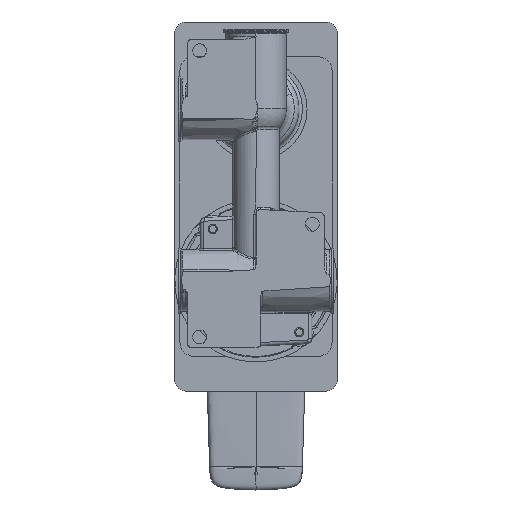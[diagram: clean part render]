
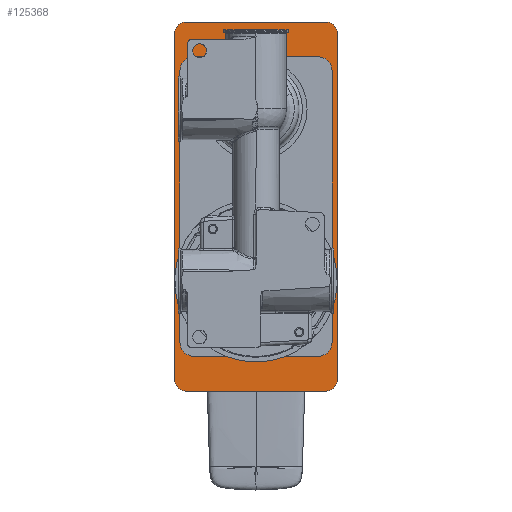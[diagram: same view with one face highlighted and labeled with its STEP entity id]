
A CAD part, top view. The second image highlights one B-rep face of the part: STEP entity #125368.
In plain terms, the highlighted face is planar.
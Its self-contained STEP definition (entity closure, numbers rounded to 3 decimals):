
#124651=CARTESIAN_POINT('',(30.,0.,-74.5));
#124652=DIRECTION('',(0.,1.,0.));
#124653=DIRECTION('',(1.,0.,0.));
#124654=AXIS2_PLACEMENT_3D('',#124651,#124652,#124653);
#124656=CARTESIAN_POINT('',(-30.,0.,-74.5));
#124657=DIRECTION('',(0.,1.,0.));
#124658=DIRECTION('',(0.,0.,-1.));
#124659=AXIS2_PLACEMENT_3D('',#124656,#124657,#124658);
#124661=CARTESIAN_POINT('',(-30.,0.,74.5));
#124662=DIRECTION('',(0.,1.,0.));
#124663=DIRECTION('',(-1.,0.,0.));
#124664=AXIS2_PLACEMENT_3D('',#124661,#124662,#124663);
#124666=CARTESIAN_POINT('',(30.,0.,74.5));
#124667=DIRECTION('',(0.,1.,0.));
#124668=DIRECTION('',(0.,0.,1.));
#124669=AXIS2_PLACEMENT_3D('',#124666,#124667,#124668);
#124671=DIRECTION('',(0.,0.,-1.));
#124672=VECTOR('',#124671,117.);
#124673=CARTESIAN_POINT('',(-32.75,0.,58.5));
#124674=LINE('',#124673,#124672);
#124675=CARTESIAN_POINT('',(-26.75,0.,-58.5));
#124676=DIRECTION('',(0.,-1.,0.));
#124677=DIRECTION('',(-1.,0.,0.));
#124678=AXIS2_PLACEMENT_3D('',#124675,#124676,#124677);
#124680=DIRECTION('',(1.,0.,0.));
#124681=VECTOR('',#124680,53.5);
#124682=CARTESIAN_POINT('',(-26.75,0.,-64.5));
#124683=LINE('',#124682,#124681);
#124684=CARTESIAN_POINT('',(26.75,0.,-58.5));
#124685=DIRECTION('',(0.,-1.,0.));
#124686=DIRECTION('',(0.,0.,-1.));
#124687=AXIS2_PLACEMENT_3D('',#124684,#124685,#124686);
#124689=DIRECTION('',(0.,0.,1.));
#124690=VECTOR('',#124689,117.);
#124691=CARTESIAN_POINT('',(32.75,0.,-58.5));
#124692=LINE('',#124691,#124690);
#124693=CARTESIAN_POINT('',(26.75,0.,58.5));
#124694=DIRECTION('',(0.,-1.,0.));
#124695=DIRECTION('',(1.,0.,0.));
#124696=AXIS2_PLACEMENT_3D('',#124693,#124694,#124695);
#124698=DIRECTION('',(-1.,0.,0.));
#124699=VECTOR('',#124698,53.5);
#124700=CARTESIAN_POINT('',(26.75,0.,64.5));
#124701=LINE('',#124700,#124699);
#124702=CARTESIAN_POINT('',(-26.75,0.,58.5));
#124703=DIRECTION('',(0.,-1.,0.));
#124704=DIRECTION('',(0.,0.,1.));
#124705=AXIS2_PLACEMENT_3D('',#124702,#124703,#124704);
#124813=DIRECTION('',(0.,0.,1.));
#124814=VECTOR('',#124813,149.);
#124815=CARTESIAN_POINT('',(35.,0.,-74.5));
#124816=LINE('',#124815,#124814);
#124821=DIRECTION('',(-1.,0.,0.));
#124822=VECTOR('',#124821,60.);
#124823=CARTESIAN_POINT('',(30.,0.,79.5));
#124824=LINE('',#124823,#124822);
#124856=DIRECTION('',(0.,0.,-1.));
#124857=VECTOR('',#124856,149.);
#124858=CARTESIAN_POINT('',(-35.,0.,74.5));
#124859=LINE('',#124858,#124857);
#124891=DIRECTION('',(1.,0.,0.));
#124892=VECTOR('',#124891,60.);
#124893=CARTESIAN_POINT('',(-30.,0.,-79.5));
#124894=LINE('',#124893,#124892);
#125175=CARTESIAN_POINT('',(35.,0.,-74.5));
#125176=CARTESIAN_POINT('',(30.,0.,-79.5));
#125177=VERTEX_POINT('',#125175);
#125178=VERTEX_POINT('',#125176);
#125179=CARTESIAN_POINT('',(-30.,0.,-79.5));
#125180=VERTEX_POINT('',#125179);
#125181=CARTESIAN_POINT('',(-35.,0.,-74.5));
#125182=VERTEX_POINT('',#125181);
#125183=CARTESIAN_POINT('',(-35.,0.,74.5));
#125184=VERTEX_POINT('',#125183);
#125185=CARTESIAN_POINT('',(-30.,0.,79.5));
#125186=VERTEX_POINT('',#125185);
#125187=CARTESIAN_POINT('',(30.,0.,79.5));
#125188=VERTEX_POINT('',#125187);
#125189=CARTESIAN_POINT('',(35.,0.,74.5));
#125190=VERTEX_POINT('',#125189);
#125191=CARTESIAN_POINT('',(-32.75,0.,58.5));
#125192=CARTESIAN_POINT('',(-32.75,0.,-58.5));
#125193=VERTEX_POINT('',#125191);
#125194=VERTEX_POINT('',#125192);
#125195=CARTESIAN_POINT('',(-26.75,0.,-64.5));
#125196=VERTEX_POINT('',#125195);
#125197=CARTESIAN_POINT('',(26.75,0.,-64.5));
#125198=VERTEX_POINT('',#125197);
#125199=CARTESIAN_POINT('',(32.75,0.,-58.5));
#125200=VERTEX_POINT('',#125199);
#125201=CARTESIAN_POINT('',(32.75,0.,58.5));
#125202=VERTEX_POINT('',#125201);
#125203=CARTESIAN_POINT('',(26.75,0.,64.5));
#125204=VERTEX_POINT('',#125203);
#125205=CARTESIAN_POINT('',(-26.75,0.,64.5));
#125206=VERTEX_POINT('',#125205);
#125327=CARTESIAN_POINT('',(0.,0.,0.));
#125328=DIRECTION('',(0.,1.,0.));
#125329=DIRECTION('',(1.,0.,0.));
#125330=AXIS2_PLACEMENT_3D('',#125327,#125328,#125329);
#125331=PLANE('',#125330);
#125333=ORIENTED_EDGE('',*,*,#125332,.T.);
#125335=ORIENTED_EDGE('',*,*,#125334,.F.);
#125337=ORIENTED_EDGE('',*,*,#125336,.T.);
#125339=ORIENTED_EDGE('',*,*,#125338,.F.);
#125341=ORIENTED_EDGE('',*,*,#125340,.T.);
#125343=ORIENTED_EDGE('',*,*,#125342,.F.);
#125345=ORIENTED_EDGE('',*,*,#125344,.T.);
#125347=ORIENTED_EDGE('',*,*,#125346,.F.);
#125348=EDGE_LOOP('',(#125333,#125335,#125337,#125339,#125341,#125343,#125345,
#125347));
#125349=FACE_OUTER_BOUND('',#125348,.F.);
#125351=ORIENTED_EDGE('',*,*,#125350,.T.);
#125353=ORIENTED_EDGE('',*,*,#125352,.T.);
#125355=ORIENTED_EDGE('',*,*,#125354,.T.);
#125357=ORIENTED_EDGE('',*,*,#125356,.T.);
#125359=ORIENTED_EDGE('',*,*,#125358,.T.);
#125361=ORIENTED_EDGE('',*,*,#125360,.T.);
#125363=ORIENTED_EDGE('',*,*,#125362,.T.);
#125365=ORIENTED_EDGE('',*,*,#125364,.T.);
#125366=EDGE_LOOP('',(#125351,#125353,#125355,#125357,#125359,#125361,#125363,
#125365));
#125367=FACE_BOUND('',#125366,.F.);
#125368=ADVANCED_FACE('',(#125349,#125367),#125331,.F.);
#124655=CIRCLE('',#124654,5.);
#124660=CIRCLE('',#124659,5.);
#124665=CIRCLE('',#124664,5.);
#124670=CIRCLE('',#124669,5.);
#124679=CIRCLE('',#124678,6.);
#124688=CIRCLE('',#124687,6.);
#124697=CIRCLE('',#124696,6.);
#124706=CIRCLE('',#124705,6.);
#125332=EDGE_CURVE('',#125177,#125178,#124655,.T.);
#125334=EDGE_CURVE('',#125180,#125178,#124894,.T.);
#125336=EDGE_CURVE('',#125180,#125182,#124660,.T.);
#125338=EDGE_CURVE('',#125184,#125182,#124859,.T.);
#125340=EDGE_CURVE('',#125184,#125186,#124665,.T.);
#125342=EDGE_CURVE('',#125188,#125186,#124824,.T.);
#125344=EDGE_CURVE('',#125188,#125190,#124670,.T.);
#125346=EDGE_CURVE('',#125177,#125190,#124816,.T.);
#125350=EDGE_CURVE('',#125193,#125194,#124674,.T.);
#125352=EDGE_CURVE('',#125194,#125196,#124679,.T.);
#125354=EDGE_CURVE('',#125196,#125198,#124683,.T.);
#125356=EDGE_CURVE('',#125198,#125200,#124688,.T.);
#125358=EDGE_CURVE('',#125200,#125202,#124692,.T.);
#125360=EDGE_CURVE('',#125202,#125204,#124697,.T.);
#125362=EDGE_CURVE('',#125204,#125206,#124701,.T.);
#125364=EDGE_CURVE('',#125206,#125193,#124706,.T.);
